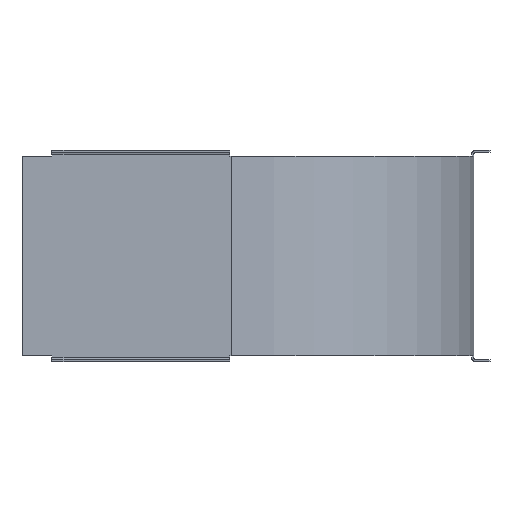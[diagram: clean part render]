
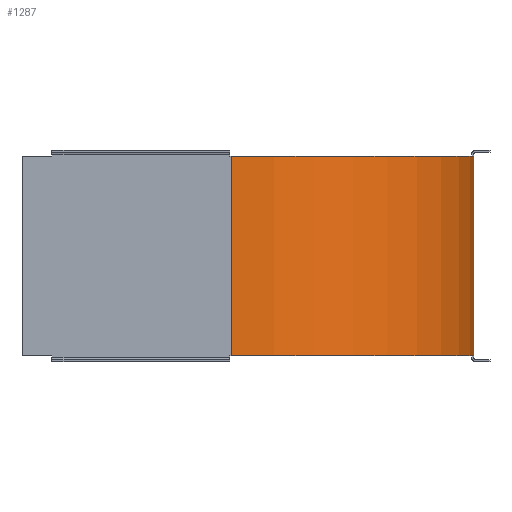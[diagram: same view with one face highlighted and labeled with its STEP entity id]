
A CAD part, front view. The second image highlights one B-rep face of the part: STEP entity #1287.
In plain terms, the highlighted cylindrical face has radius 121.3 mm (diameter 242.6 mm), a partial arc.
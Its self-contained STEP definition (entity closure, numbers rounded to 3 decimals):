
#66=CARTESIAN_POINT('',(104.919,121.3,50.));
#67=DIRECTION('',(0.,0.,1.));
#68=DIRECTION('',(0.,-1.,0.));
#69=AXIS2_PLACEMENT_3D('',#66,#67,#68);
#316=CARTESIAN_POINT('',(104.919,121.3,-50.));
#317=DIRECTION('',(0.,0.,-1.));
#318=DIRECTION('',(1.,0.,0.));
#319=AXIS2_PLACEMENT_3D('',#316,#317,#318);
#321=DIRECTION('',(0.,0.,1.));
#322=VECTOR('',#321,100.);
#323=CARTESIAN_POINT('',(226.219,121.3,-50.));
#324=LINE('',#323,#322);
#325=DIRECTION('',(0.,0.,-1.));
#326=VECTOR('',#325,100.);
#327=CARTESIAN_POINT('',(104.919,0.,50.));
#328=LINE('',#327,#326);
#673=CARTESIAN_POINT('',(104.919,0.,-50.));
#674=VERTEX_POINT('',#673);
#675=CARTESIAN_POINT('',(104.919,0.,50.));
#676=VERTEX_POINT('',#675);
#677=CARTESIAN_POINT('',(226.219,121.3,-50.));
#678=VERTEX_POINT('',#677);
#681=CARTESIAN_POINT('',(226.219,121.3,50.));
#682=VERTEX_POINT('',#681);
#1275=CARTESIAN_POINT('',(104.919,121.3,214.492));
#1276=DIRECTION('',(0.,0.,-1.));
#1277=DIRECTION('',(-1.,0.,0.));
#1278=AXIS2_PLACEMENT_3D('',#1275,#1276,#1277);
#1279=CYLINDRICAL_SURFACE('',#1278,121.3);
#1280=ORIENTED_EDGE('',*,*,#859,.T.);
#1282=ORIENTED_EDGE('',*,*,#1281,.F.);
#1283=ORIENTED_EDGE('',*,*,#1270,.T.);
#1284=ORIENTED_EDGE('',*,*,#783,.F.);
#1285=EDGE_LOOP('',(#1280,#1282,#1283,#1284));
#1286=FACE_OUTER_BOUND('',#1285,.F.);
#1287=ADVANCED_FACE('',(#1286),#1279,.T.);
#70=CIRCLE('',#69,121.3);
#320=CIRCLE('',#319,121.3);
#783=EDGE_CURVE('',#676,#674,#328,.T.);
#859=EDGE_CURVE('',#676,#682,#70,.T.);
#1270=EDGE_CURVE('',#678,#674,#320,.T.);
#1281=EDGE_CURVE('',#678,#682,#324,.T.);
